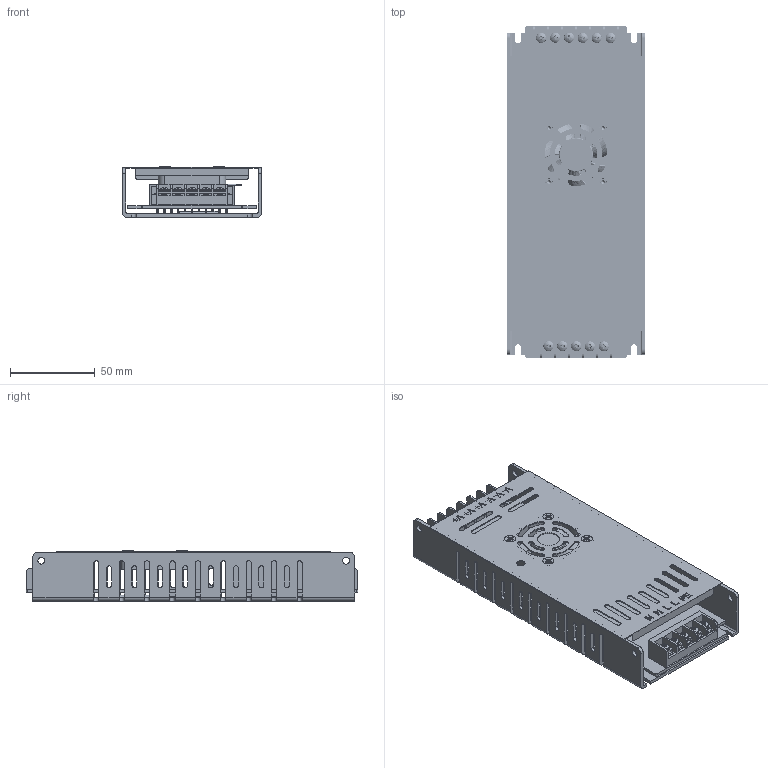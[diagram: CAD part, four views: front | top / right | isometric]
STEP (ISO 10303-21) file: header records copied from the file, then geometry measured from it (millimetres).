
FILE_DESCRIPTION(/* description */ (''),/* implementation_level */ '2;1');
FILE_NAME(/* name */ 'Power Supply 5V 60A v6.step',/* time_stamp */ '2019-01-26T17:59:42+01:00',/* author */ ('joepluess'),/* organization */ (''),/* preprocessor_version */ 'ST-DEVELOPER v17.2',/* originating_system */ 'Autodesk Translation Framework v7.6.0.251',/* authorisation */ '');
FILE_SCHEMA (('AUTOMOTIVE_DESIGN { 1 0 10303 214 3 1 1 }'));
Products named in the file (7): Power Supply 5V 60A; 40x40x10 DC Fan v1; LW3B  5P Terminal v2; 92000A114 (1); LW3B  6P Terminal v2; 92000A114; 91420A177
Assembly tree (18 placements, depth 3):
  Power Supply 5V 60A
    40x40x10 DC Fan v1
    LW3B  5P Terminal v2
      92000A114 (1)  x5
    LW3B  6P Terminal v2
      92000A114  x6
    91420A177  x4
Bounding box: 82 x 196 x 29.9 mm (x, y, z)
Volume: 98571.3 mm3; surface area: 132269 mm2
Topology: 43 solids, 43 shells, 2204 faces, 6292 edges, 4166 vertices
Faces by surface type: plane 1177, cylinder 751, cone 110, bspline 82, sphere 55, torus 29
Full cylindrical faces by diameter (mm): 0.6 x2, 1 x4, 2.35 x99, 2.5 x26, 2.721 x48, 3 x88, 3.45 x4, 3.5 x52, 4 x4, 5 x1, 6 x11, 13 x1, 18.8 x1, 19.2 x1, 20 x1, 38 x1
Entity records: 63489 total; most frequent: CARTESIAN_POINT 21861, ORIENTED_EDGE 8884, DIRECTION 8197, EDGE_CURVE 4442, LINE 3167, VECTOR 3167, VERTEX_POINT 2930, AXIS2_PLACEMENT_3D 2515
